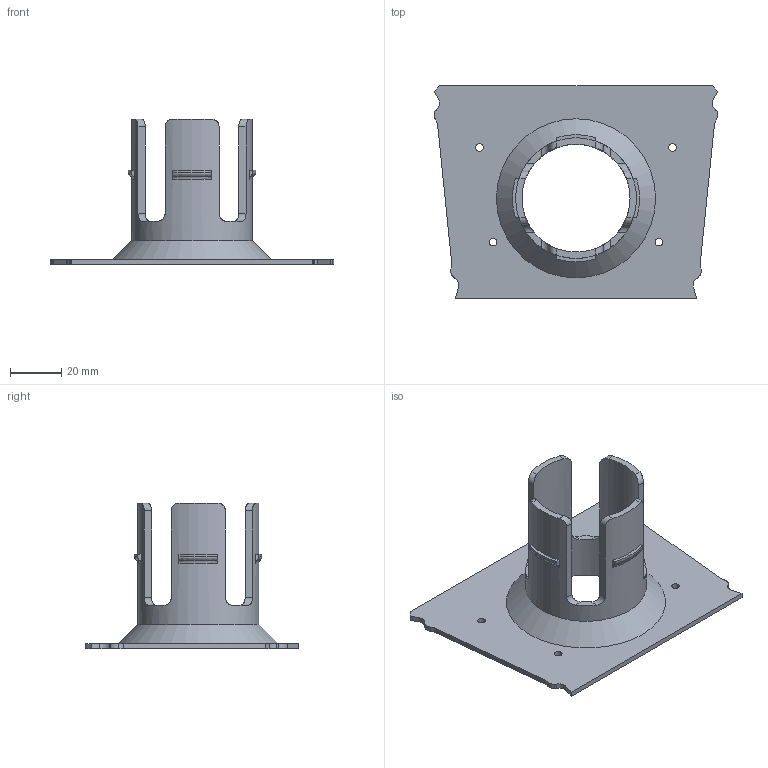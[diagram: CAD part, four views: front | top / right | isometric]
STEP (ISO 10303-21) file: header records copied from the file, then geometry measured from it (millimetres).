
FILE_DESCRIPTION(/* description */ (''),/* implementation_level */ '2;1');
FILE_NAME(/* name */ 'radio-bullet-ac-mount-v5.step',/* time_stamp */ '2025-08-20T13:47:54-04:00',/* author */ (''),/* organization */ (''),/* preprocessor_version */ 'ST-DEVELOPER v20.1',/* originating_system */ 'Autodesk Translation Framework v14.10.0.0',/* authorisation */ '');
FILE_SCHEMA (('AUTOMOTIVE_DESIGN { 1 0 10303 214 3 1 1 }'));
Length unit declared in the file: millimetre
Products named in the file (2): bullet-ac-mount; bullet-mount
Assembly tree (1 placements, depth 2):
  bullet-ac-mount
    bullet-mount
Bounding box: 110.94 x 83.19 x 57 mm (x, y, z)
Volume: 33070.6 mm3; surface area: 26952.5 mm2
Topology: 1 solids, 1 shells, 91 faces, 257 edges, 171 vertices
Faces by surface type: plane 44, cylinder 26, bspline 12, torus 8, cone 1
Full cylindrical faces by diameter (mm): 3 x4, 42.25 x1, 47.25 x1
Entity records: 3575 total; most frequent: CARTESIAN_POINT 1270, ORIENTED_EDGE 514, DIRECTION 400, EDGE_CURVE 257, VERTEX_POINT 171, LINE 134, VECTOR 134, AXIS2_PLACEMENT_3D 133
